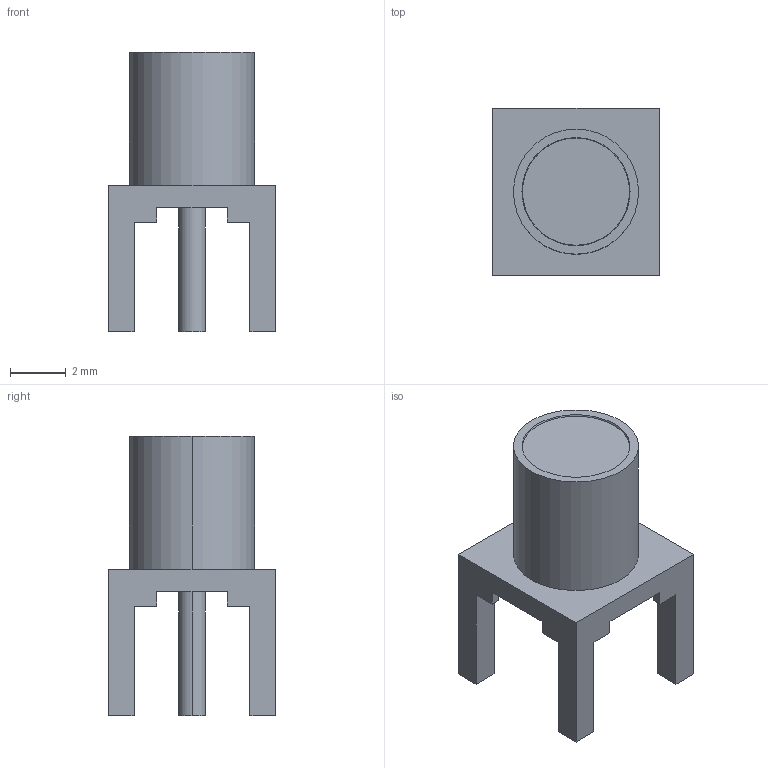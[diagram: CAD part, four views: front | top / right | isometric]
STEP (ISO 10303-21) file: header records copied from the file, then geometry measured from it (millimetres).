
FILE_DESCRIPTION (( 'STEP AP203' ), '1' );
FILE_NAME ('9867000G001-500(BLOCK).STEP', '2020-02-11T21:18:12', ( '' ), ( '' ), 'SwSTEP 2.0', 'SolidWorks 2019', '' );
FILE_SCHEMA (( 'CONFIG_CONTROL_DESIGN' ));
Length unit declared in the file: inch
Products named in the file (1): 9867000G001-500(BLOCK)
Bounding box: 5.99 x 5.99 x 10.03 mm (x, y, z)
Volume: 124.5 mm3; surface area: 242.8 mm2
Topology: 1 solids, 1 shells, 47 faces, 118 edges, 76 vertices
Faces by surface type: plane 37, cylinder 8, cone 2
Entity records: 1471 total; most frequent: CARTESIAN_POINT 242, DIRECTION 238, ORIENTED_EDGE 236, EDGE_CURVE 118, LINE 94, VECTOR 94, VERTEX_POINT 76, AXIS2_PLACEMENT_3D 72
